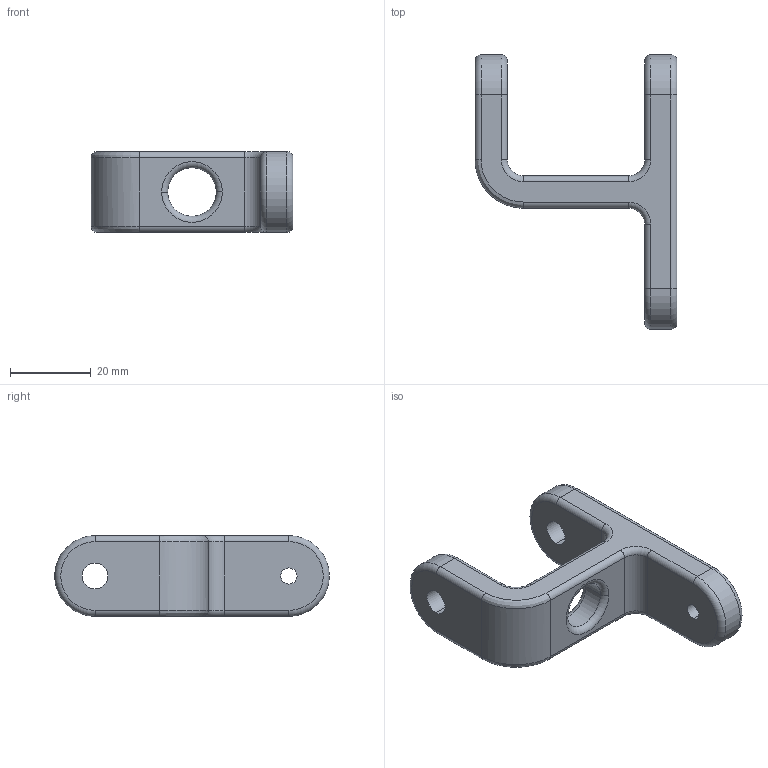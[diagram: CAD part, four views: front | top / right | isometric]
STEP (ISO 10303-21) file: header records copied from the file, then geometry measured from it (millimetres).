
FILE_DESCRIPTION((''),'2;1');
FILE_NAME('FORK','2021-07-21T17:05:15',('bjgra'),(''),'CREO PARAMETRIC BY PTC INC, 2020281','CREO PARAMETRIC BY PTC INC, 2020281','');
FILE_SCHEMA(('CONFIG_CONTROL_DESIGN'));
Length unit declared in the file: millimetre
Products named in the file (1): FORK
Bounding box: 50 x 68 x 20 mm (x, y, z)
Volume: 19123.7 mm3; surface area: 7362.9 mm2
Topology: 1 solids, 1 shells, 56 faces, 130 edges, 76 vertices
Faces by surface type: cylinder 28, torus 16, plane 9, bspline 2, extrusion 1
Entity records: 1869 total; most frequent: CARTESIAN_POINT 496, DIRECTION 311, ORIENTED_EDGE 260, AXIS2_PLACEMENT_3D 130, EDGE_CURVE 130, VERTEX_POINT 76, CIRCLE 76, EDGE_LOOP 64
